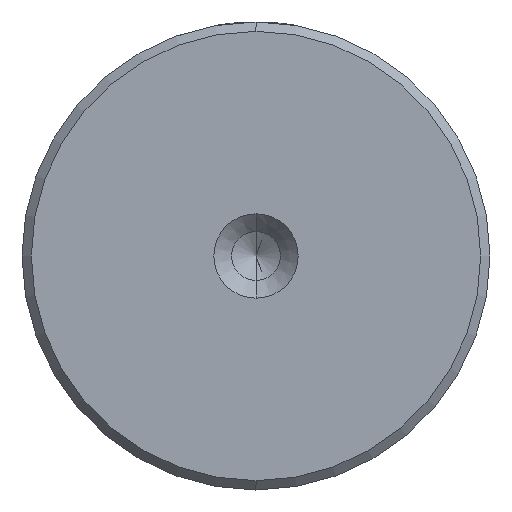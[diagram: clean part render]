
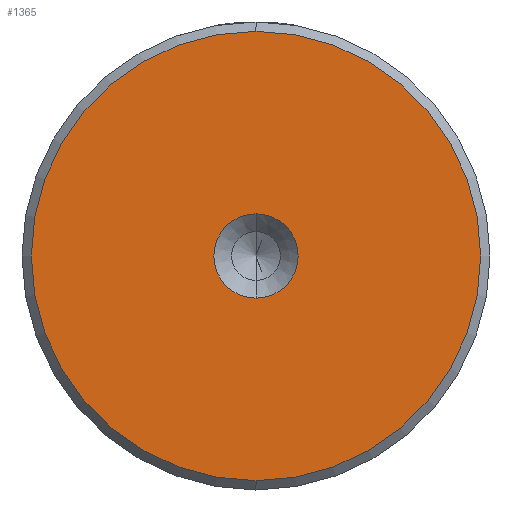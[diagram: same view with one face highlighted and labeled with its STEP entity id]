
A CAD part, left-side view. The second image highlights one B-rep face of the part: STEP entity #1365.
In plain terms, the highlighted planar face has unit normal (-1, 0, 0).
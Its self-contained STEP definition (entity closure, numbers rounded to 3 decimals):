
#71 = CARTESIAN_POINT ( 'NONE',  ( 0., 0., 0. ) ) ;
#177 = CIRCLE ( 'NONE', #1469, 12. ) ;
#188 = DIRECTION ( 'NONE',  ( 0., 0., 1. ) ) ;
#201 = CARTESIAN_POINT ( 'NONE',  ( 0., 0., -2.25 ) ) ;
#202 = DIRECTION ( 'NONE',  ( -1., 0., 0. ) ) ;
#208 = CARTESIAN_POINT ( 'NONE',  ( 0., 0., 0. ) ) ;
#270 = CARTESIAN_POINT ( 'NONE',  ( 0., 0., 0. ) ) ;
#363 = EDGE_CURVE ( 'NONE', #832, #1600, #1701, .T. ) ;
#377 = CARTESIAN_POINT ( 'NONE',  ( 0., 0., 12. ) ) ;
#490 = AXIS2_PLACEMENT_3D ( 'NONE', #270, #812, #2012 ) ;
#531 = CARTESIAN_POINT ( 'NONE',  ( 0., 0., -12. ) ) ;
#545 = VERTEX_POINT ( 'NONE', #1448 ) ;
#546 = ORIENTED_EDGE ( 'NONE', *, *, #363, .T. ) ;
#570 = DIRECTION ( 'NONE',  ( -1., 0., 0. ) ) ;
#812 = DIRECTION ( 'NONE',  ( -1., 0., 0. ) ) ;
#832 = VERTEX_POINT ( 'NONE', #377 ) ;
#857 = EDGE_CURVE ( 'NONE', #545, #1627, #1384, .T. ) ;
#947 = EDGE_LOOP ( 'NONE', ( #2101, #546 ) ) ;
#965 = ORIENTED_EDGE ( 'NONE', *, *, #857, .F. ) ;
#1000 = EDGE_CURVE ( 'NONE', #1600, #832, #177, .T. ) ;
#1030 = AXIS2_PLACEMENT_3D ( 'NONE', #71, #1650, #1139 ) ;
#1052 = CARTESIAN_POINT ( 'NONE',  ( 0., 0., 0. ) ) ;
#1139 = DIRECTION ( 'NONE',  ( 0., 0., 1. ) ) ;
#1220 = DIRECTION ( 'NONE',  ( 0., 0., 1. ) ) ;
#1246 = CIRCLE ( 'NONE', #2096, 2.25 ) ;
#1365 = ADVANCED_FACE ( 'NONE', ( #1667, #1612 ), #1834, .T. ) ;
#1384 = CIRCLE ( 'NONE', #1030, 2.25 ) ;
#1448 = CARTESIAN_POINT ( 'NONE',  ( 0., 0., 2.25 ) ) ;
#1469 = AXIS2_PLACEMENT_3D ( 'NONE', #1597, #570, #1771 ) ;
#1597 = CARTESIAN_POINT ( 'NONE',  ( 0., 0., 0. ) ) ;
#1600 = VERTEX_POINT ( 'NONE', #531 ) ;
#1612 = FACE_BOUND ( 'NONE', #1658, .T. ) ;
#1627 = VERTEX_POINT ( 'NONE', #201 ) ;
#1650 = DIRECTION ( 'NONE',  ( -1., 0., 0. ) ) ;
#1658 = EDGE_LOOP ( 'NONE', ( #965, #1815 ) ) ;
#1667 = FACE_OUTER_BOUND ( 'NONE', #947, .T. ) ;
#1701 = CIRCLE ( 'NONE', #1736, 12. ) ;
#1736 = AXIS2_PLACEMENT_3D ( 'NONE', #208, #202, #188 ) ;
#1771 = DIRECTION ( 'NONE',  ( 0., 0., 1. ) ) ;
#1815 = ORIENTED_EDGE ( 'NONE', *, *, #2257, .F. ) ;
#1834 = PLANE ( 'NONE',  #490 ) ;
#2012 = DIRECTION ( 'NONE',  ( 0., 0., 1. ) ) ;
#2096 = AXIS2_PLACEMENT_3D ( 'NONE', #1052, #2240, #1220 ) ;
#2101 = ORIENTED_EDGE ( 'NONE', *, *, #1000, .T. ) ;
#2240 = DIRECTION ( 'NONE',  ( -1., 0., 0. ) ) ;
#2257 = EDGE_CURVE ( 'NONE', #1627, #545, #1246, .T. ) ;
